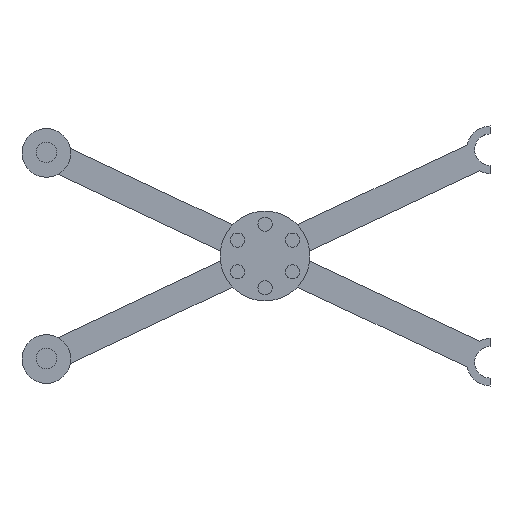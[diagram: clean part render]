
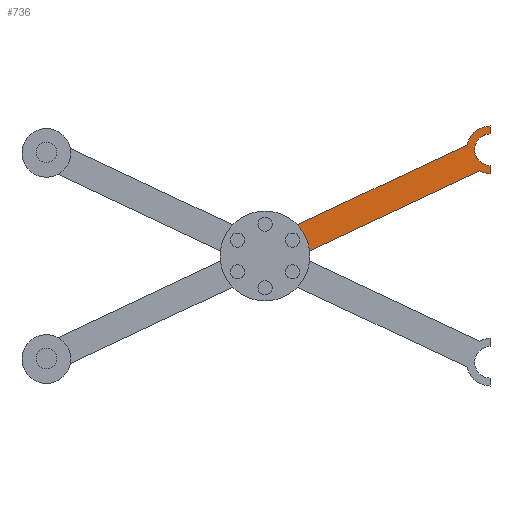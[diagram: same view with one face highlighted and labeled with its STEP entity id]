
A CAD part, top view. The second image highlights one B-rep face of the part: STEP entity #736.
In plain terms, the highlighted planar face has unit normal (0, 0, 1).
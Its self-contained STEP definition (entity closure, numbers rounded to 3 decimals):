
#70=PLANE('',#824);
#106=FACE_OUTER_BOUND('',#159,.T.);
#159=EDGE_LOOP('',(#551,#552,#553,#554,#555,#556,#557,#558));
#195=LINE('',#1213,#238);
#196=LINE('',#1217,#239);
#197=LINE('',#1221,#240);
#198=LINE('',#1224,#241);
#238=VECTOR('',#991,10.);
#239=VECTOR('',#994,10.);
#240=VECTOR('',#997,10.);
#241=VECTOR('',#1000,10.);
#294=CIRCLE('',#825,14.);
#295=CIRCLE('',#826,7.5);
#296=CIRCLE('',#827,5.);
#297=CIRCLE('',#828,7.5);
#344=VERTEX_POINT('',#1209);
#345=VERTEX_POINT('',#1210);
#346=VERTEX_POINT('',#1212);
#347=VERTEX_POINT('',#1214);
#348=VERTEX_POINT('',#1216);
#349=VERTEX_POINT('',#1218);
#350=VERTEX_POINT('',#1220);
#351=VERTEX_POINT('',#1222);
#422=EDGE_CURVE('',#344,#345,#294,.T.);
#423=EDGE_CURVE('',#345,#346,#195,.T.);
#424=EDGE_CURVE('',#346,#347,#295,.T.);
#425=EDGE_CURVE('',#347,#348,#196,.T.);
#426=EDGE_CURVE('',#348,#349,#296,.T.);
#427=EDGE_CURVE('',#349,#350,#197,.T.);
#428=EDGE_CURVE('',#350,#351,#297,.T.);
#429=EDGE_CURVE('',#351,#344,#198,.T.);
#551=ORIENTED_EDGE('',*,*,#422,.T.);
#552=ORIENTED_EDGE('',*,*,#423,.T.);
#553=ORIENTED_EDGE('',*,*,#424,.T.);
#554=ORIENTED_EDGE('',*,*,#425,.T.);
#555=ORIENTED_EDGE('',*,*,#426,.T.);
#556=ORIENTED_EDGE('',*,*,#427,.T.);
#557=ORIENTED_EDGE('',*,*,#428,.T.);
#558=ORIENTED_EDGE('',*,*,#429,.T.);
#736=ADVANCED_FACE('',(#106),#70,.T.);
#824=AXIS2_PLACEMENT_3D('',#1208,#987,#988);
#825=AXIS2_PLACEMENT_3D('',#1211,#989,#990);
#826=AXIS2_PLACEMENT_3D('',#1215,#992,#993);
#827=AXIS2_PLACEMENT_3D('',#1219,#995,#996);
#828=AXIS2_PLACEMENT_3D('',#1223,#998,#999);
#987=DIRECTION('center_axis',(0.,0.,1.));
#988=DIRECTION('ref_axis',(-1.,0.,0.));
#989=DIRECTION('center_axis',(0.,0.,-1.));
#990=DIRECTION('ref_axis',(-1.,0.,0.));
#991=DIRECTION('',(0.905,0.426,0.));
#992=DIRECTION('center_axis',(0.,0.,1.));
#993=DIRECTION('ref_axis',(-1.,0.,0.));
#994=DIRECTION('',(0.,1.,0.));
#995=DIRECTION('center_axis',(0.,0.,-1.));
#996=DIRECTION('ref_axis',(-1.,0.,0.));
#997=DIRECTION('',(0.,1.,0.));
#998=DIRECTION('center_axis',(0.,0.,1.));
#999=DIRECTION('ref_axis',(-1.,0.,0.));
#1000=DIRECTION('',(-0.905,-0.426,0.));
#1208=CARTESIAN_POINT('Origin',(154.997,67.318,-5.));
#1209=CARTESIAN_POINT('',(94.009,77.058,-5.));
#1210=CARTESIAN_POINT('',(97.865,68.874,-5.));
#1211=CARTESIAN_POINT('Origin',(83.952,67.319,-5.));
#1212=CARTESIAN_POINT('',(151.545,94.174,-5.));
#1213=CARTESIAN_POINT('',(147.779,92.399,-5.));
#1214=CARTESIAN_POINT('',(154.902,93.318,-5.));
#1215=CARTESIAN_POINT('Origin',(155.027,100.817,-5.));
#1216=CARTESIAN_POINT('',(154.902,95.818,-5.));
#1217=CARTESIAN_POINT('',(154.902,53.068,-5.));
#1218=CARTESIAN_POINT('',(154.902,105.815,-5.));
#1219=CARTESIAN_POINT('Origin',(155.027,100.817,-5.));
#1220=CARTESIAN_POINT('',(154.902,108.316,-5.));
#1221=CARTESIAN_POINT('',(154.902,86.567,-5.));
#1222=CARTESIAN_POINT('',(147.687,102.357,-5.));
#1223=CARTESIAN_POINT('Origin',(155.027,100.817,-5.));
#1224=CARTESIAN_POINT('',(155.027,105.817,-5.));
